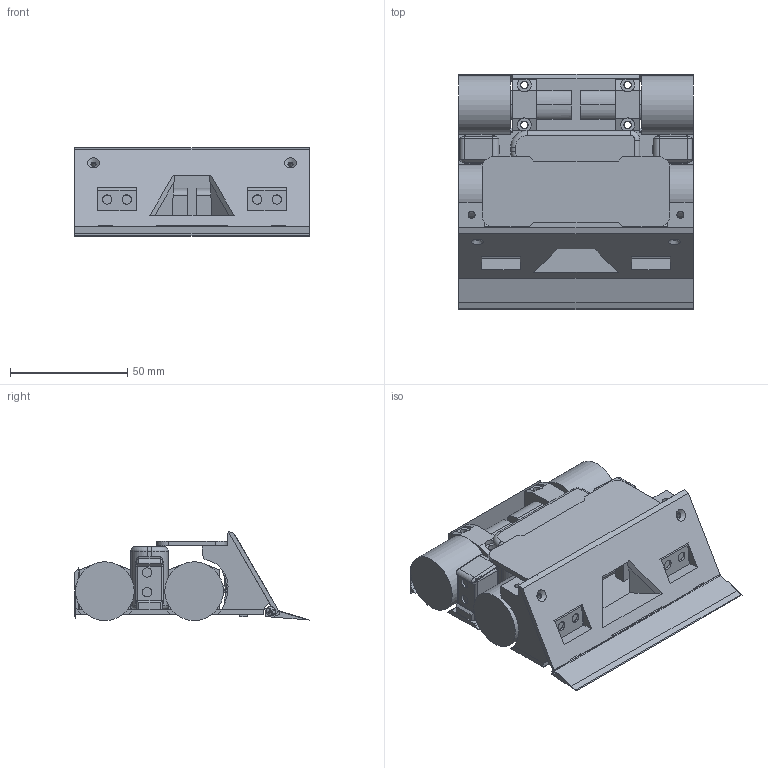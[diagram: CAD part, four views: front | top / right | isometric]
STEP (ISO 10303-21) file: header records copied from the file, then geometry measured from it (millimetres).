
FILE_DESCRIPTION(/* description */ ('STEP AP242 Edition 2','CAx-IF Rec.Pracs.---Representation and Presentation of Product Manufacturing Information (PMI)---4.0---2014-10-13','CAx-IF Rec.Pracs.---3D Tessellated Geometry---0.4---2014-09-14','2;1','CAx-IF Rec.Pracs.---User Defined Attributes---1.5---2016-08-15'),/* implementation_level */ '2;1');
FILE_NAME(/* name */ '69527fb69fdc83a7f92dc516',/* time_stamp */ '2025-12-29T13:18:47Z',/* author */ (''),/* organization */ (''),/* preprocessor_version */ 'ST-DEVELOPER v20',/* originating_system */ 'ONSHAPE BY PTC INC, 1.208',/* authorisation */ ' ');
FILE_SCHEMA (('AP242_MANAGED_MODEL_BASED_3D_ENGINEERING_MIM_LF { 1 0 10303 442 3 1 4 }'));
Length unit declared in the file: metre
Products named in the file (27): Assembly 1; RR Motor; Part 1-Mirrored; RF Motor; Part 1; Blade; Chasis Base; XmotionV3; LR Motor; 370mah 3s LiPo; Sensor Assembly <1>; IR Sensor Holder; JS40F Digital Distance Sensor; Line Sensor; LF Motor; Sensor Assembly 2 <1>; IR Sensor Holder 2; Sensor Assembly <2>; Plow Assy <1>; PH Pan head screw M2x0.40 x 16; Hex nut grade A & B M2x0.4; Blade Bracket Ver 2; torsion spring; Plow Shaft; Front Plate; Sensor Assembly 2 <2>
Assembly tree (38 placements, depth 3):
  Assembly 1
    RR Motor
    Part 1-Mirrored
    RF Motor
    Part 1
    Blade  x2
    Chasis Base
    Part 1  x4
    XmotionV3
    LR Motor
    370mah 3s LiPo
    Sensor Assembly <1>
      IR Sensor Holder
      JS40F Digital Distance Sensor
    Line Sensor  x2
    LF Motor
    Sensor Assembly 2 <1>
      IR Sensor Holder 2
      JS40F Digital Distance Sensor
    Sensor Assembly <2>
      JS40F Digital Distance Sensor
      IR Sensor Holder
    Plow Assy <1>
      PH Pan head screw M2x0.40 x 16  x2
      Hex nut grade A & B M2x0.4  x2
      Blade Bracket Ver 2
      torsion spring
      Plow Shaft
      Front Plate
    Sensor Assembly 2 <2>
      IR Sensor Holder 2
      JS40F Digital Distance Sensor
Bounding box: 100 x 100.24 x 37.9 mm (x, y, z)
Volume: 140109.9 mm3; surface area: 82594.6 mm2
Topology: 33 solids, 33 shells, 1032 faces, 2621 edges, 1655 vertices
Faces by surface type: plane 610, cylinder 293, cone 58, sphere 36, bspline 25, torus 10
Full cylindrical faces by diameter (mm): 0.55 x2, 1 x12, 1.2 x2, 1.567 x2, 1.6 x1, 2 x18, 2.2 x6, 2.4 x8, 3 x10, 3.2 x8, 4 x10, 25 x4
Entity records: 22192 total; most frequent: CARTESIAN_POINT 5555, DIRECTION 3262, ORIENTED_EDGE 3228, EDGE_CURVE 1614, AXIS2_PLACEMENT_3D 1108, VERTEX_POINT 1086, LINE 1046, VECTOR 1046
